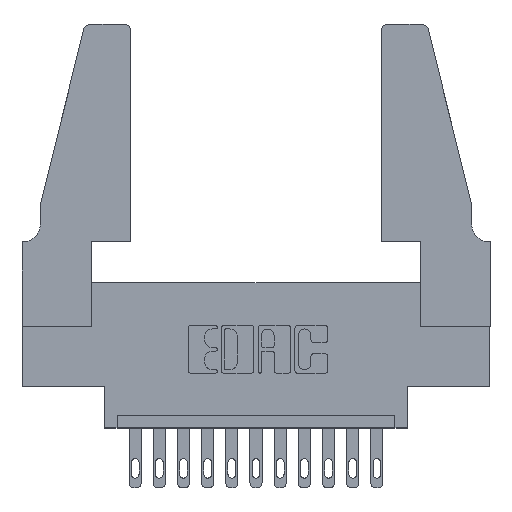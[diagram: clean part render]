
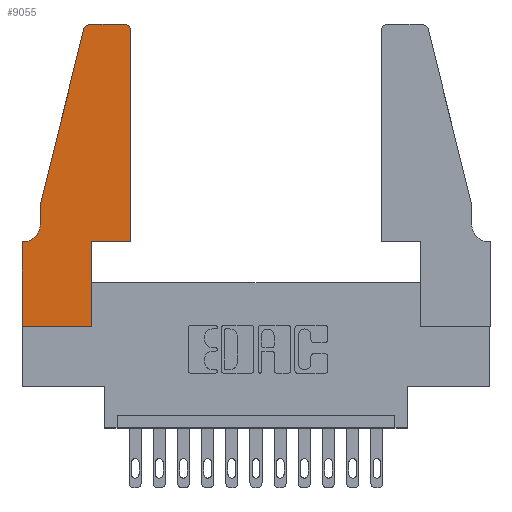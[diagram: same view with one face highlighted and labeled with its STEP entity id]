
A CAD part, top view. The second image highlights one B-rep face of the part: STEP entity #9055.
In plain terms, the highlighted planar face has unit normal (0, 0, 1).
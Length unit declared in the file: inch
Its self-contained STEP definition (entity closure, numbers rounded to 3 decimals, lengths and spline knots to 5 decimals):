
#57 = DIRECTION ( 'NONE',  ( 1., 0., 0. ) ) ;
#212 = LINE ( 'NONE', #8359, #2691 ) ;
#793 = VECTOR ( 'NONE', #940, 39.37008 ) ;
#812 = DIRECTION ( 'NONE',  ( -0.239, -0.971, 0. ) ) ;
#940 = DIRECTION ( 'NONE',  ( 0., 1., 0. ) ) ;
#1007 = VECTOR ( 'NONE', #6265, 39.37008 ) ;
#1100 = AXIS2_PLACEMENT_3D ( 'NONE', #6202, #8463, #9794 ) ;
#1141 = FACE_OUTER_BOUND ( 'NONE', #12988, .T. ) ;
#1147 = CARTESIAN_POINT ( 'NONE',  ( 0.0755, 0.35, 0.37 ) ) ;
#1175 = VECTOR ( 'NONE', #1815, 39.37008 ) ;
#1220 = VERTEX_POINT ( 'NONE', #12479 ) ;
#1301 = ORIENTED_EDGE ( 'NONE', *, *, #8925, .T. ) ;
#1396 = CARTESIAN_POINT ( 'NONE',  ( 0., 0.35, 0.37 ) ) ;
#1700 = EDGE_CURVE ( 'NONE', #9700, #13391, #4864, .T. ) ;
#1773 = EDGE_CURVE ( 'NONE', #8353, #9102, #11214, .T. ) ;
#1815 = DIRECTION ( 'NONE',  ( -1., 0., 0. ) ) ;
#2241 = EDGE_CURVE ( 'NONE', #11316, #11663, #212, .T. ) ;
#2629 = CARTESIAN_POINT ( 'NONE',  ( 0.4205, 1.25, 0.37 ) ) ;
#2691 = VECTOR ( 'NONE', #5083, 39.37008 ) ;
#2994 = ORIENTED_EDGE ( 'NONE', *, *, #2241, .T. ) ;
#3350 = EDGE_CURVE ( 'NONE', #1220, #13566, #6761, .T. ) ;
#3532 = VECTOR ( 'NONE', #57, 39.37008 ) ;
#3857 = CARTESIAN_POINT ( 'NONE',  ( 0.0055, 0.35, 0.37 ) ) ;
#3860 = LINE ( 'NONE', #12178, #1007 ) ;
#4065 = CARTESIAN_POINT ( 'NONE',  ( 0.2605, 1.25, 0.37 ) ) ;
#4188 = LINE ( 'NONE', #4065, #1175 ) ;
#4196 = ORIENTED_EDGE ( 'NONE', *, *, #7804, .T. ) ;
#4738 = ORIENTED_EDGE ( 'NONE', *, *, #13840, .T. ) ;
#4864 = CIRCLE ( 'NONE', #1100, 0.03 ) ;
#4896 = PLANE ( 'NONE',  #5339 ) ;
#4986 = ORIENTED_EDGE ( 'NONE', *, *, #9689, .T. ) ;
#5083 = DIRECTION ( 'NONE',  ( 1., 0., 0. ) ) ;
#5339 = AXIS2_PLACEMENT_3D ( 'NONE', #12750, #13769, #13952 ) ;
#5345 = ORIENTED_EDGE ( 'NONE', *, *, #1700, .T. ) ;
#5606 = DIRECTION ( 'NONE',  ( 0., 0., -1. ) ) ;
#5748 = ORIENTED_EDGE ( 'NONE', *, *, #3350, .T. ) ;
#5840 = VECTOR ( 'NONE', #812, 39.37008 ) ;
#6073 = VERTEX_POINT ( 'NONE', #7074 ) ;
#6157 = ORIENTED_EDGE ( 'NONE', *, *, #12346, .T. ) ;
#6202 = CARTESIAN_POINT ( 'NONE',  ( 0.284, 1.22, 0.37 ) ) ;
#6265 = DIRECTION ( 'NONE',  ( 0., -1., 0. ) ) ;
#6372 = ORIENTED_EDGE ( 'NONE', *, *, #7506, .T. ) ;
#6511 = CARTESIAN_POINT ( 'NONE',  ( 0.0755, 0.5, 0.37 ) ) ;
#6761 = CIRCLE ( 'NONE', #11156, 0.03 ) ;
#6836 = LINE ( 'NONE', #13055, #793 ) ;
#7074 = CARTESIAN_POINT ( 'NONE',  ( 0.2865, 0., 0.37 ) ) ;
#7506 = EDGE_CURVE ( 'NONE', #8793, #8353, #3860, .T. ) ;
#7804 = EDGE_CURVE ( 'NONE', #13566, #9700, #4188, .T. ) ;
#8169 = LINE ( 'NONE', #1147, #11162 ) ;
#8244 = DIRECTION ( 'NONE',  ( 0., 1., 0. ) ) ;
#8353 = VERTEX_POINT ( 'NONE', #13135 ) ;
#8359 = CARTESIAN_POINT ( 'NONE',  ( 0.4505, 0.35, 0.37 ) ) ;
#8463 = DIRECTION ( 'NONE',  ( 0., 0., 1. ) ) ;
#8793 = VERTEX_POINT ( 'NONE', #11887 ) ;
#8842 = LINE ( 'NONE', #6511, #5840 ) ;
#8925 = EDGE_CURVE ( 'NONE', #6073, #11316, #6836, .T. ) ;
#8993 = ORIENTED_EDGE ( 'NONE', *, *, #11504, .T. ) ;
#9017 = DIRECTION ( 'NONE',  ( 0., -1., 0. ) ) ;
#9055 = ADVANCED_FACE ( 'NONE', ( #1141 ), #4896, .T. ) ;
#9102 = VERTEX_POINT ( 'NONE', #3857 ) ;
#9150 = CARTESIAN_POINT ( 'NONE',  ( 0.4205, 1.22, 0.37 ) ) ;
#9280 = CARTESIAN_POINT ( 'NONE',  ( 0.4505, 0.35, 0.37 ) ) ;
#9450 = CARTESIAN_POINT ( 'NONE',  ( 0.0055, 0.42, 0.37 ) ) ;
#9611 = CARTESIAN_POINT ( 'NONE',  ( 0.2865, 0.35, 0.37 ) ) ;
#9689 = EDGE_CURVE ( 'NONE', #11663, #1220, #10356, .T. ) ;
#9700 = VERTEX_POINT ( 'NONE', #13855 ) ;
#9725 = VERTEX_POINT ( 'NONE', #1396 ) ;
#9737 = AXIS2_PLACEMENT_3D ( 'NONE', #9450, #5606, #13526 ) ;
#9794 = DIRECTION ( 'NONE',  ( 1., 0., 0. ) ) ;
#10063 = CARTESIAN_POINT ( 'NONE',  ( 0., 0., 0.37 ) ) ;
#10330 = CARTESIAN_POINT ( 'NONE',  ( 0., 0., 0.37 ) ) ;
#10350 = DIRECTION ( 'NONE',  ( 0., 0., 1. ) ) ;
#10356 = LINE ( 'NONE', #9280, #11057 ) ;
#11057 = VECTOR ( 'NONE', #8244, 39.37008 ) ;
#11156 = AXIS2_PLACEMENT_3D ( 'NONE', #9150, #10350, #12370 ) ;
#11162 = VECTOR ( 'NONE', #13622, 39.37008 ) ;
#11214 = CIRCLE ( 'NONE', #9737, 0.07 ) ;
#11316 = VERTEX_POINT ( 'NONE', #9611 ) ;
#11389 = VERTEX_POINT ( 'NONE', #11730 ) ;
#11504 = EDGE_CURVE ( 'NONE', #9102, #9725, #8169, .T. ) ;
#11663 = VERTEX_POINT ( 'NONE', #12507 ) ;
#11682 = LINE ( 'NONE', #10063, #13982 ) ;
#11730 = CARTESIAN_POINT ( 'NONE',  ( 0., 0., 0.37 ) ) ;
#11887 = CARTESIAN_POINT ( 'NONE',  ( 0.0755, 0.5, 0.37 ) ) ;
#12178 = CARTESIAN_POINT ( 'NONE',  ( 0.0755, 0.5, 0.37 ) ) ;
#12346 = EDGE_CURVE ( 'NONE', #13391, #8793, #8842, .T. ) ;
#12370 = DIRECTION ( 'NONE',  ( 1., 0., 0. ) ) ;
#12479 = CARTESIAN_POINT ( 'NONE',  ( 0.4505, 1.22, 0.37 ) ) ;
#12507 = CARTESIAN_POINT ( 'NONE',  ( 0.4505, 0.35, 0.37 ) ) ;
#12562 = LINE ( 'NONE', #10330, #3532 ) ;
#12750 = CARTESIAN_POINT ( 'NONE',  ( 0., 0.35, 0.37 ) ) ;
#12988 = EDGE_LOOP ( 'NONE', ( #4196, #5345, #6157, #6372, #14029, #8993, #4738, #13692, #1301, #2994, #4986, #5748 ) ) ;
#13055 = CARTESIAN_POINT ( 'NONE',  ( 0.2865, 0.35, 0.37 ) ) ;
#13135 = CARTESIAN_POINT ( 'NONE',  ( 0.0755, 0.42, 0.37 ) ) ;
#13337 = EDGE_CURVE ( 'NONE', #11389, #6073, #12562, .T. ) ;
#13391 = VERTEX_POINT ( 'NONE', #13642 ) ;
#13526 = DIRECTION ( 'NONE',  ( -1., 0., 0. ) ) ;
#13566 = VERTEX_POINT ( 'NONE', #2629 ) ;
#13622 = DIRECTION ( 'NONE',  ( -1., 0., 0. ) ) ;
#13642 = CARTESIAN_POINT ( 'NONE',  ( 0.25487, 1.22718, 0.37 ) ) ;
#13692 = ORIENTED_EDGE ( 'NONE', *, *, #13337, .T. ) ;
#13769 = DIRECTION ( 'NONE',  ( 0., 0., 1. ) ) ;
#13840 = EDGE_CURVE ( 'NONE', #9725, #11389, #11682, .T. ) ;
#13855 = CARTESIAN_POINT ( 'NONE',  ( 0.284, 1.25, 0.37 ) ) ;
#13952 = DIRECTION ( 'NONE',  ( 1., 0., 0. ) ) ;
#13982 = VECTOR ( 'NONE', #9017, 39.37008 ) ;
#14029 = ORIENTED_EDGE ( 'NONE', *, *, #1773, .T. ) ;
